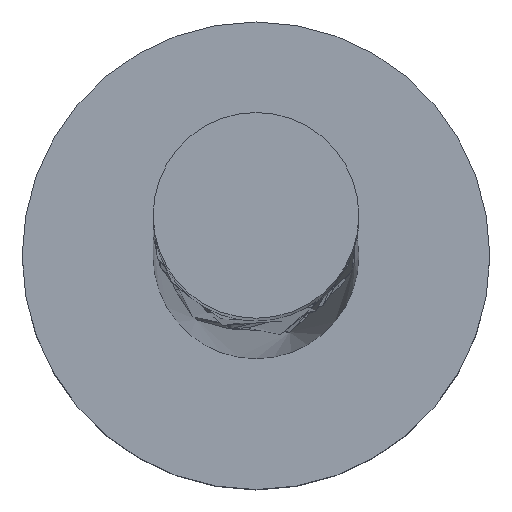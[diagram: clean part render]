
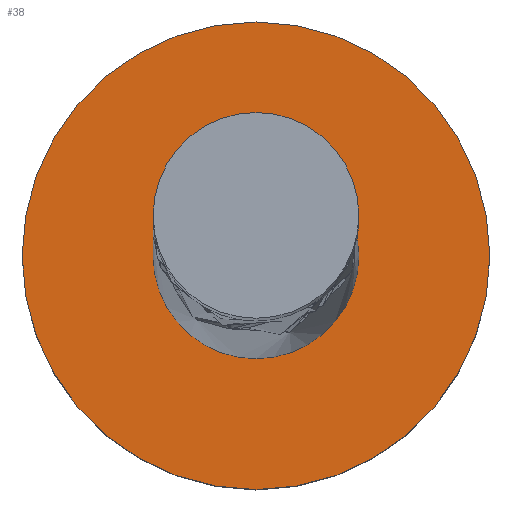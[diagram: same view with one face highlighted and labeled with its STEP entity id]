
A CAD part, top view. The second image highlights one B-rep face of the part: STEP entity #38.
In plain terms, the highlighted planar face has unit normal (0, 0, 1).
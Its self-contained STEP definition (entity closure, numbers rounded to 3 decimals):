
#4 = DIRECTION ( 'NONE',  ( 1., 0., 0. ) ) ;
#38 = ADVANCED_FACE ( 'NONE', ( #71, #626 ), #1299, .T. ) ;
#47 = ORIENTED_EDGE ( 'NONE', *, *, #1124, .F. ) ;
#71 = FACE_BOUND ( 'NONE', #930, .T. ) ;
#108 = CARTESIAN_POINT ( 'NONE',  ( 0., 0., 1.2 ) ) ;
#146 = CARTESIAN_POINT ( 'NONE',  ( 0., 0., 1.2 ) ) ;
#160 = ORIENTED_EDGE ( 'NONE', *, *, #1449, .F. ) ;
#195 = CARTESIAN_POINT ( 'NONE',  ( -1.25, 0., 1.2 ) ) ;
#240 = AXIS2_PLACEMENT_3D ( 'NONE', #850, #979, #1211 ) ;
#241 = CARTESIAN_POINT ( 'NONE',  ( 1.25, 0., 1.2 ) ) ;
#315 = CARTESIAN_POINT ( 'NONE',  ( 0., 0., 1.2 ) ) ;
#449 = CARTESIAN_POINT ( 'NONE',  ( 0.55, 0., 1.2 ) ) ;
#525 = DIRECTION ( 'NONE',  ( 0., 0., 1. ) ) ;
#582 = VERTEX_POINT ( 'NONE', #977 ) ;
#626 = FACE_OUTER_BOUND ( 'NONE', #1176, .T. ) ;
#632 = DIRECTION ( 'NONE',  ( 0., 0., 1. ) ) ;
#652 = DIRECTION ( 'NONE',  ( 0., 0., 1. ) ) ;
#661 = CIRCLE ( 'NONE', #1229, 0.55 ) ;
#780 = CIRCLE ( 'NONE', #1414, 1.25 ) ;
#850 = CARTESIAN_POINT ( 'NONE',  ( 0., 0., 1.2 ) ) ;
#862 = AXIS2_PLACEMENT_3D ( 'NONE', #315, #525, #1079 ) ;
#906 = EDGE_CURVE ( 'NONE', #1171, #1286, #780, .T. ) ;
#921 = EDGE_CURVE ( 'NONE', #1286, #1171, #1276, .T. ) ;
#930 = EDGE_LOOP ( 'NONE', ( #160, #47 ) ) ;
#960 = ORIENTED_EDGE ( 'NONE', *, *, #906, .T. ) ;
#965 = DIRECTION ( 'NONE',  ( 1., 0., 0. ) ) ;
#977 = CARTESIAN_POINT ( 'NONE',  ( -0.55, 0., 1.2 ) ) ;
#979 = DIRECTION ( 'NONE',  ( 0., 0., 1. ) ) ;
#986 = CARTESIAN_POINT ( 'NONE',  ( 0., 0., 1.2 ) ) ;
#1039 = CIRCLE ( 'NONE', #1439, 0.55 ) ;
#1079 = DIRECTION ( 'NONE',  ( 1., 0., 0. ) ) ;
#1124 = EDGE_CURVE ( 'NONE', #1368, #582, #661, .T. ) ;
#1171 = VERTEX_POINT ( 'NONE', #241 ) ;
#1176 = EDGE_LOOP ( 'NONE', ( #1268, #960 ) ) ;
#1211 = DIRECTION ( 'NONE',  ( 1., 0., 0. ) ) ;
#1229 = AXIS2_PLACEMENT_3D ( 'NONE', #108, #652, #4 ) ;
#1268 = ORIENTED_EDGE ( 'NONE', *, *, #921, .T. ) ;
#1276 = CIRCLE ( 'NONE', #240, 1.25 ) ;
#1286 = VERTEX_POINT ( 'NONE', #195 ) ;
#1299 = PLANE ( 'NONE',  #862 ) ;
#1322 = DIRECTION ( 'NONE',  ( 0., 0., 1. ) ) ;
#1368 = VERTEX_POINT ( 'NONE', #449 ) ;
#1414 = AXIS2_PLACEMENT_3D ( 'NONE', #146, #632, #1416 ) ;
#1416 = DIRECTION ( 'NONE',  ( 1., 0., 0. ) ) ;
#1439 = AXIS2_PLACEMENT_3D ( 'NONE', #986, #1322, #965 ) ;
#1449 = EDGE_CURVE ( 'NONE', #582, #1368, #1039, .T. ) ;
